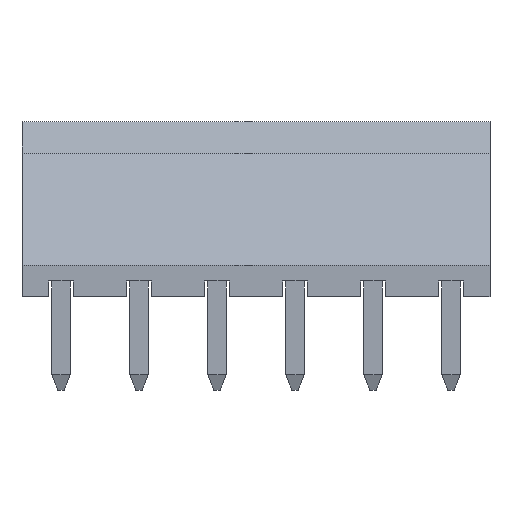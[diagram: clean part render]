
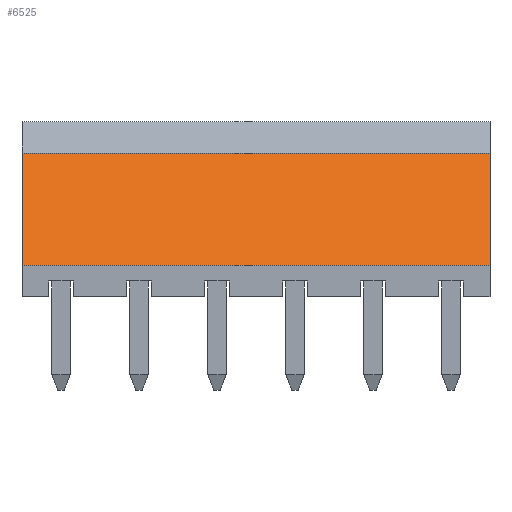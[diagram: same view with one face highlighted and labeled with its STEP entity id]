
A CAD part, front view. The second image highlights one B-rep face of the part: STEP entity #6525.
In plain terms, the highlighted planar face has unit normal (0, -0.811, 0.586).
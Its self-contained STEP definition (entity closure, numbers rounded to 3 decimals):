
#6344 = PLANE('',#6345);
#6345 = AXIS2_PLACEMENT_3D('',#6346,#6347,#6348);
#6346 = CARTESIAN_POINT('',(-1.25,0.4,4.6));
#6347 = DIRECTION('',(0.,0.,-1.));
#6348 = DIRECTION('',(0.,-1.,0.));
#6369 = VERTEX_POINT('',#6370);
#6370 = CARTESIAN_POINT('',(13.75,-0.4,4.6));
#6384 = PLANE('',#6385);
#6385 = AXIS2_PLACEMENT_3D('',#6386,#6387,#6388);
#6386 = CARTESIAN_POINT('',(13.75,0.384,2.186));
#6387 = DIRECTION('',(1.,0.,0.));
#6388 = DIRECTION('',(0.,0.,1.));
#6396 = EDGE_CURVE('',#6397,#6369,#6399,.T.);
#6397 = VERTEX_POINT('',#6398);
#6398 = CARTESIAN_POINT('',(-1.25,-0.4,4.6));
#6399 = SURFACE_CURVE('',#6400,(#6404,#6411),.PCURVE_S1.);
#6400 = LINE('',#6401,#6402);
#6401 = CARTESIAN_POINT('',(-1.25,-0.4,4.6));
#6402 = VECTOR('',#6403,1.);
#6403 = DIRECTION('',(1.,0.,0.));
#6404 = PCURVE('',#6344,#6405);
#6405 = DEFINITIONAL_REPRESENTATION('',(#6406),#6410);
#6406 = LINE('',#6407,#6408);
#6407 = CARTESIAN_POINT('',(0.8,0.));
#6408 = VECTOR('',#6409,1.);
#6409 = DIRECTION('',(0.,-1.));
#6410 = ( GEOMETRIC_REPRESENTATION_CONTEXT(2) 
PARAMETRIC_REPRESENTATION_CONTEXT() REPRESENTATION_CONTEXT('2D SPACE',''
  ) );
#6411 = PCURVE('',#6412,#6417);
#6412 = PLANE('',#6413);
#6413 = AXIS2_PLACEMENT_3D('',#6414,#6415,#6416);
#6414 = CARTESIAN_POINT('',(-1.25,-0.4,4.6));
#6415 = DIRECTION('',(0.,0.811,-0.585));
#6416 = DIRECTION('',(0.,-0.585,-0.811));
#6417 = DEFINITIONAL_REPRESENTATION('',(#6418),#6422);
#6418 = LINE('',#6419,#6420);
#6419 = CARTESIAN_POINT('',(0.,0.));
#6420 = VECTOR('',#6421,1.);
#6421 = DIRECTION('',(0.,-1.));
#6422 = ( GEOMETRIC_REPRESENTATION_CONTEXT(2) 
PARAMETRIC_REPRESENTATION_CONTEXT() REPRESENTATION_CONTEXT('2D SPACE',''
  ) );
#6438 = PLANE('',#6439);
#6439 = AXIS2_PLACEMENT_3D('',#6440,#6441,#6442);
#6440 = CARTESIAN_POINT('',(-1.25,0.384,2.186));
#6441 = DIRECTION('',(1.,0.,0.));
#6442 = DIRECTION('',(0.,0.,1.));
#6525 = ADVANCED_FACE('',(#6526),#6412,.F.);
#6526 = FACE_BOUND('',#6527,.F.);
#6527 = EDGE_LOOP('',(#6528,#6529,#6552,#6580));
#6528 = ORIENTED_EDGE('',*,*,#6396,.T.);
#6529 = ORIENTED_EDGE('',*,*,#6530,.T.);
#6530 = EDGE_CURVE('',#6369,#6531,#6533,.T.);
#6531 = VERTEX_POINT('',#6532);
#6532 = CARTESIAN_POINT('',(13.75,-3.,1.));
#6533 = SURFACE_CURVE('',#6534,(#6538,#6545),.PCURVE_S1.);
#6534 = LINE('',#6535,#6536);
#6535 = CARTESIAN_POINT('',(13.75,-0.4,4.6));
#6536 = VECTOR('',#6537,1.);
#6537 = DIRECTION('',(0.,-0.585,-0.811));
#6538 = PCURVE('',#6412,#6539);
#6539 = DEFINITIONAL_REPRESENTATION('',(#6540),#6544);
#6540 = LINE('',#6541,#6542);
#6541 = CARTESIAN_POINT('',(0.,-15.));
#6542 = VECTOR('',#6543,1.);
#6543 = DIRECTION('',(1.,0.));
#6544 = ( GEOMETRIC_REPRESENTATION_CONTEXT(2) 
PARAMETRIC_REPRESENTATION_CONTEXT() REPRESENTATION_CONTEXT('2D SPACE',''
  ) );
#6545 = PCURVE('',#6384,#6546);
#6546 = DEFINITIONAL_REPRESENTATION('',(#6547),#6551);
#6547 = LINE('',#6548,#6549);
#6548 = CARTESIAN_POINT('',(2.414,0.784));
#6549 = VECTOR('',#6550,1.);
#6550 = DIRECTION('',(-0.811,0.585));
#6551 = ( GEOMETRIC_REPRESENTATION_CONTEXT(2) 
PARAMETRIC_REPRESENTATION_CONTEXT() REPRESENTATION_CONTEXT('2D SPACE',''
  ) );
#6552 = ORIENTED_EDGE('',*,*,#6553,.F.);
#6553 = EDGE_CURVE('',#6554,#6531,#6556,.T.);
#6554 = VERTEX_POINT('',#6555);
#6555 = CARTESIAN_POINT('',(-1.25,-3.,1.));
#6556 = SURFACE_CURVE('',#6557,(#6561,#6568),.PCURVE_S1.);
#6557 = LINE('',#6558,#6559);
#6558 = CARTESIAN_POINT('',(-1.25,-3.,1.));
#6559 = VECTOR('',#6560,1.);
#6560 = DIRECTION('',(1.,0.,0.));
#6561 = PCURVE('',#6412,#6562);
#6562 = DEFINITIONAL_REPRESENTATION('',(#6563),#6567);
#6563 = LINE('',#6564,#6565);
#6564 = CARTESIAN_POINT('',(4.441,0.));
#6565 = VECTOR('',#6566,1.);
#6566 = DIRECTION('',(0.,-1.));
#6567 = ( GEOMETRIC_REPRESENTATION_CONTEXT(2) 
PARAMETRIC_REPRESENTATION_CONTEXT() REPRESENTATION_CONTEXT('2D SPACE',''
  ) );
#6568 = PCURVE('',#6569,#6574);
#6569 = PLANE('',#6570);
#6570 = AXIS2_PLACEMENT_3D('',#6571,#6572,#6573);
#6571 = CARTESIAN_POINT('',(-1.25,-3.,1.));
#6572 = DIRECTION('',(0.,1.,0.));
#6573 = DIRECTION('',(0.,0.,-1.));
#6574 = DEFINITIONAL_REPRESENTATION('',(#6575),#6579);
#6575 = LINE('',#6576,#6577);
#6576 = CARTESIAN_POINT('',(0.,0.));
#6577 = VECTOR('',#6578,1.);
#6578 = DIRECTION('',(0.,-1.));
#6579 = ( GEOMETRIC_REPRESENTATION_CONTEXT(2) 
PARAMETRIC_REPRESENTATION_CONTEXT() REPRESENTATION_CONTEXT('2D SPACE',''
  ) );
#6580 = ORIENTED_EDGE('',*,*,#6581,.F.);
#6581 = EDGE_CURVE('',#6397,#6554,#6582,.T.);
#6582 = SURFACE_CURVE('',#6583,(#6587,#6594),.PCURVE_S1.);
#6583 = LINE('',#6584,#6585);
#6584 = CARTESIAN_POINT('',(-1.25,-0.4,4.6));
#6585 = VECTOR('',#6586,1.);
#6586 = DIRECTION('',(0.,-0.585,-0.811));
#6587 = PCURVE('',#6412,#6588);
#6588 = DEFINITIONAL_REPRESENTATION('',(#6589),#6593);
#6589 = LINE('',#6590,#6591);
#6590 = CARTESIAN_POINT('',(0.,0.));
#6591 = VECTOR('',#6592,1.);
#6592 = DIRECTION('',(1.,0.));
#6593 = ( GEOMETRIC_REPRESENTATION_CONTEXT(2) 
PARAMETRIC_REPRESENTATION_CONTEXT() REPRESENTATION_CONTEXT('2D SPACE',''
  ) );
#6594 = PCURVE('',#6438,#6595);
#6595 = DEFINITIONAL_REPRESENTATION('',(#6596),#6600);
#6596 = LINE('',#6597,#6598);
#6597 = CARTESIAN_POINT('',(2.414,0.784));
#6598 = VECTOR('',#6599,1.);
#6599 = DIRECTION('',(-0.811,0.585));
#6600 = ( GEOMETRIC_REPRESENTATION_CONTEXT(2) 
PARAMETRIC_REPRESENTATION_CONTEXT() REPRESENTATION_CONTEXT('2D SPACE',''
  ) );
